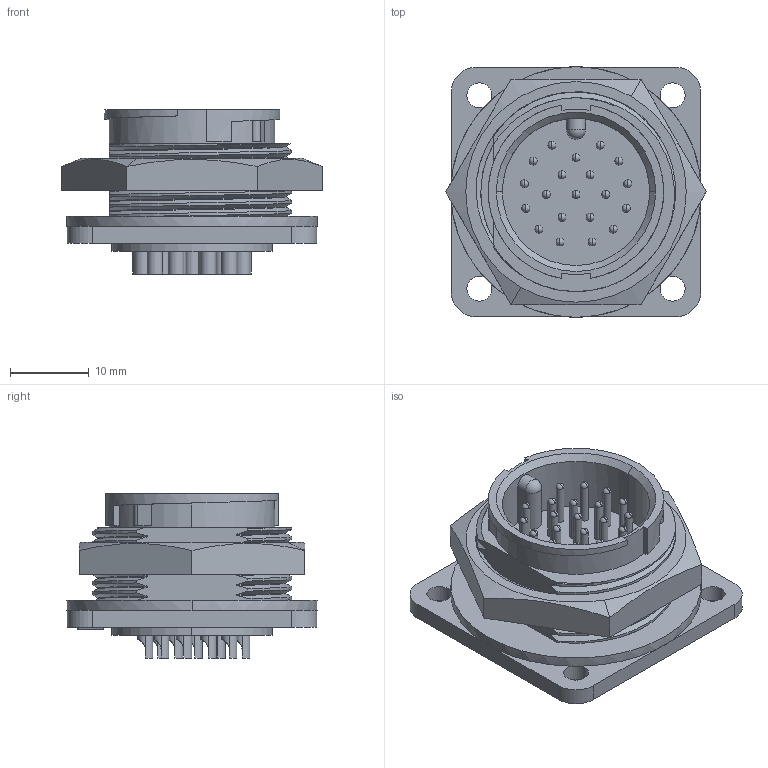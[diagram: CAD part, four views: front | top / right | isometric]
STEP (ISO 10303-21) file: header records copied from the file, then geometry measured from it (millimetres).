
FILE_DESCRIPTION (( 'STEP AP203' ), '1' );
FILE_NAME ('14282-20PG-300.STEP', '2014-03-27T15:07:17', ( '' ), ( '' ), 'SwSTEP 2.0', 'SolidWorks 2014', '' );
FILE_SCHEMA (( 'CONFIG_CONTROL_DESIGN' ));
Length unit declared in the file: inch
Products named in the file (1): 14282-20PG-300
Bounding box: 33 x 31.75 x 20.8 mm (x, y, z)
Volume: 7862 mm3; surface area: 6602.8 mm2
Topology: 2 solids, 2 shells, 360 faces, 927 edges, 576 vertices
Faces by surface type: cylinder 164, plane 117, sphere 41, bspline 34, cone 4
Entity records: 17484 total; most frequent: CARTESIAN_POINT 9102, ORIENTED_EDGE 1770, DIRECTION 1688, EDGE_CURVE 885, AXIS2_PLACEMENT_3D 648, VERTEX_POINT 575, EDGE_LOOP 416, VECTOR 392
